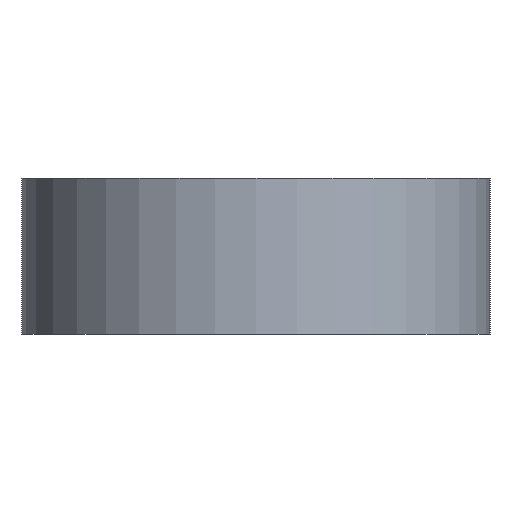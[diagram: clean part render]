
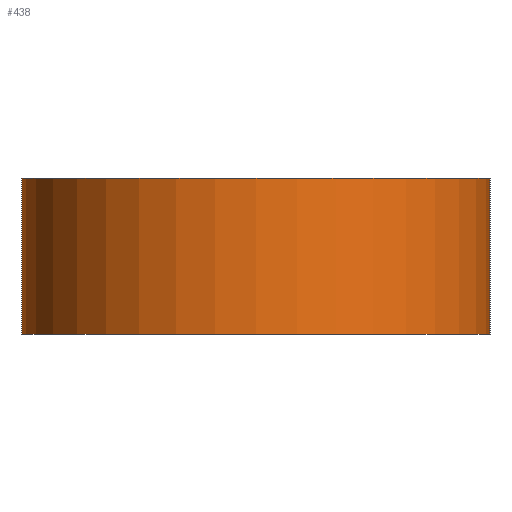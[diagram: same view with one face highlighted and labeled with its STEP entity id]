
A CAD part, left-side view. The second image highlights one B-rep face of the part: STEP entity #438.
In plain terms, the highlighted cylindrical face has radius 19.05 mm (diameter 38.1 mm), a partial arc.
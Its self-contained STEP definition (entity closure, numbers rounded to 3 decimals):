
#17 = DIRECTION ( 'NONE',  ( 0., 0., 1. ) ) ;
#31 = DIRECTION ( 'NONE',  ( 1., 0., 0. ) ) ;
#34 = AXIS2_PLACEMENT_3D ( 'NONE', #368, #17, #414 ) ;
#74 = EDGE_CURVE ( 'NONE', #436, #431, #172, .T. ) ;
#81 = CARTESIAN_POINT ( 'NONE',  ( -75., 0., -12.7 ) ) ;
#89 = FACE_OUTER_BOUND ( 'NONE', #417, .T. ) ;
#137 = CARTESIAN_POINT ( 'NONE',  ( -75., 19.05, 0. ) ) ;
#151 = VERTEX_POINT ( 'NONE', #137 ) ;
#161 = CARTESIAN_POINT ( 'NONE',  ( -75., -19.05, -12.7 ) ) ;
#172 = CIRCLE ( 'NONE', #34, 19.05 ) ;
#212 = ORIENTED_EDGE ( 'NONE', *, *, #292, .T. ) ;
#216 = VECTOR ( 'NONE', #393, 1000. ) ;
#247 = EDGE_CURVE ( 'NONE', #436, #151, #586, .T. ) ;
#254 = DIRECTION ( 'NONE',  ( 1., 0., 0. ) ) ;
#262 = CARTESIAN_POINT ( 'NONE',  ( -75., 0., 0. ) ) ;
#292 = EDGE_CURVE ( 'NONE', #431, #328, #563, .T. ) ;
#296 = CYLINDRICAL_SURFACE ( 'NONE', #433, 19.05 ) ;
#328 = VERTEX_POINT ( 'NONE', #519 ) ;
#333 = CARTESIAN_POINT ( 'NONE',  ( -75., -19.05, -12.7 ) ) ;
#336 = CARTESIAN_POINT ( 'NONE',  ( -75., 19.05, -12.7 ) ) ;
#352 = ORIENTED_EDGE ( 'NONE', *, *, #538, .F. ) ;
#363 = DIRECTION ( 'NONE',  ( 0., 0., 1. ) ) ;
#368 = CARTESIAN_POINT ( 'NONE',  ( -75., 0., -12.7 ) ) ;
#382 = CIRCLE ( 'NONE', #561, 19.05 ) ;
#393 = DIRECTION ( 'NONE',  ( 0., 0., 1. ) ) ;
#414 = DIRECTION ( 'NONE',  ( 1., 0., 0. ) ) ;
#417 = EDGE_LOOP ( 'NONE', ( #352, #639, #592, #212 ) ) ;
#431 = VERTEX_POINT ( 'NONE', #333 ) ;
#433 = AXIS2_PLACEMENT_3D ( 'NONE', #81, #483, #31 ) ;
#436 = VERTEX_POINT ( 'NONE', #525 ) ;
#438 = ADVANCED_FACE ( 'NONE', ( #89 ), #296, .T. ) ;
#483 = DIRECTION ( 'NONE',  ( 0., 0., 1. ) ) ;
#519 = CARTESIAN_POINT ( 'NONE',  ( -75., -19.05, 0. ) ) ;
#525 = CARTESIAN_POINT ( 'NONE',  ( -75., 19.05, -12.7 ) ) ;
#538 = EDGE_CURVE ( 'NONE', #151, #328, #382, .T. ) ;
#544 = DIRECTION ( 'NONE',  ( 0., 0., 1. ) ) ;
#546 = VECTOR ( 'NONE', #363, 1000. ) ;
#561 = AXIS2_PLACEMENT_3D ( 'NONE', #262, #544, #254 ) ;
#563 = LINE ( 'NONE', #161, #546 ) ;
#586 = LINE ( 'NONE', #336, #216 ) ;
#592 = ORIENTED_EDGE ( 'NONE', *, *, #74, .T. ) ;
#639 = ORIENTED_EDGE ( 'NONE', *, *, #247, .F. ) ;
